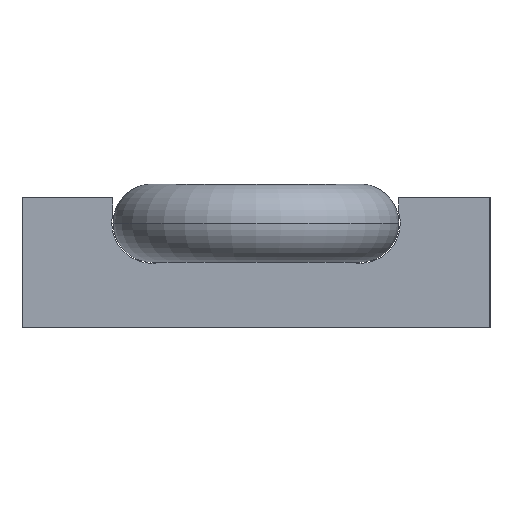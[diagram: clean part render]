
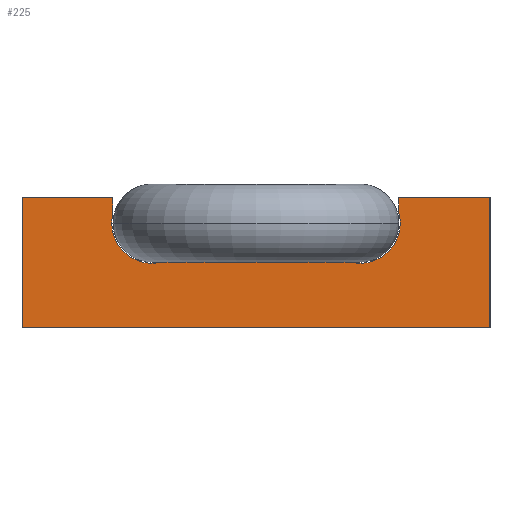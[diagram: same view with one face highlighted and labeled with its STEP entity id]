
A CAD part, left-side view. The second image highlights one B-rep face of the part: STEP entity #225.
In plain terms, the highlighted planar face has unit normal (-1, 0, 0).
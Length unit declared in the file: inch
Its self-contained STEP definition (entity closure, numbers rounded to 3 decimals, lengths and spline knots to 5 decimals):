
#24 = EDGE_CURVE ( 'NONE', #501, #639, #931, .T. ) ;
#36 = ORIENTED_EDGE ( 'NONE', *, *, #1057, .F. ) ;
#39 = EDGE_LOOP ( 'NONE', ( #980, #521, #1247, #708, #594, #36, #434, #716, #732, #826, #783, #272, #135, #460, #203, #1329 ) ) ;
#45 = AXIS2_PLACEMENT_3D ( 'NONE', #743, #1160, #1079 ) ;
#51 = CARTESIAN_POINT ( 'NONE',  ( -2.25, 1.125, 0.625 ) ) ;
#65 = DIRECTION ( 'NONE',  ( 0., -1., 0. ) ) ;
#72 = EDGE_CURVE ( 'NONE', #684, #1131, #137, .T. ) ;
#77 = CARTESIAN_POINT ( 'NONE',  ( -2.25, 0.6875, 0.55131 ) ) ;
#79 = LINE ( 'NONE', #77, #452 ) ;
#93 = AXIS2_PLACEMENT_3D ( 'NONE', #176, #487, #381 ) ;
#97 = VERTEX_POINT ( 'NONE', #827 ) ;
#107 = CARTESIAN_POINT ( 'NONE',  ( -2.25, 0.5, 0.5035 ) ) ;
#124 = LINE ( 'NONE', #414, #256 ) ;
#129 = VERTEX_POINT ( 'NONE', #1087 ) ;
#135 = ORIENTED_EDGE ( 'NONE', *, *, #1120, .T. ) ;
#137 = CIRCLE ( 'NONE', #93, 0.1935 ) ;
#165 = DIRECTION ( 'NONE',  ( 0., 1., 0. ) ) ;
#176 = CARTESIAN_POINT ( 'NONE',  ( -2.25, 0.5, 0.5035 ) ) ;
#181 = CARTESIAN_POINT ( 'NONE',  ( -2.25, -0.5, 0.5035 ) ) ;
#203 = ORIENTED_EDGE ( 'NONE', *, *, #24, .T. ) ;
#222 = DIRECTION ( 'NONE',  ( 0., 0., -1. ) ) ;
#225 = ADVANCED_FACE ( 'NONE', ( #373 ), #721, .F. ) ;
#256 = VECTOR ( 'NONE', #530, 39.37008 ) ;
#272 = ORIENTED_EDGE ( 'NONE', *, *, #1256, .T. ) ;
#294 = VERTEX_POINT ( 'NONE', #379 ) ;
#301 = CARTESIAN_POINT ( 'NONE',  ( -2.25, -0.6875, 0.55131 ) ) ;
#306 = CARTESIAN_POINT ( 'NONE',  ( -2.25, -0.5, 0.5035 ) ) ;
#325 = VECTOR ( 'NONE', #1003, 39.37008 ) ;
#332 = VECTOR ( 'NONE', #1056, 39.37008 ) ;
#360 = CIRCLE ( 'NONE', #1200, 0.1935 ) ;
#368 = AXIS2_PLACEMENT_3D ( 'NONE', #107, #881, #435 ) ;
#373 = FACE_OUTER_BOUND ( 'NONE', #39, .T. ) ;
#379 = CARTESIAN_POINT ( 'NONE',  ( -2.25, -0.3065, 0.5035 ) ) ;
#381 = DIRECTION ( 'NONE',  ( 0., 1., 0. ) ) ;
#388 = DIRECTION ( 'NONE',  ( 0., 0., 1. ) ) ;
#395 = DIRECTION ( 'NONE',  ( 1., 0., 0. ) ) ;
#400 = DIRECTION ( 'NONE',  ( 1., 0., 0. ) ) ;
#409 = VECTOR ( 'NONE', #222, 39.37008 ) ;
#414 = CARTESIAN_POINT ( 'NONE',  ( -2.25, 1.125, 0. ) ) ;
#427 = DIRECTION ( 'NONE',  ( 0., 0., -1. ) ) ;
#428 = CARTESIAN_POINT ( 'NONE',  ( -2.25, -0.3125, 0.55131 ) ) ;
#434 = ORIENTED_EDGE ( 'NONE', *, *, #614, .T. ) ;
#435 = DIRECTION ( 'NONE',  ( 0., 1., 0. ) ) ;
#452 = VECTOR ( 'NONE', #427, 39.37008 ) ;
#460 = ORIENTED_EDGE ( 'NONE', *, *, #1232, .T. ) ;
#464 = CARTESIAN_POINT ( 'NONE',  ( -2.25, -1.125, 0. ) ) ;
#468 = CARTESIAN_POINT ( 'NONE',  ( -2.25, 0.3125, 0.625 ) ) ;
#472 = DIRECTION ( 'NONE',  ( 0., -1., 0. ) ) ;
#474 = DIRECTION ( 'NONE',  ( 1., 0., 0. ) ) ;
#487 = DIRECTION ( 'NONE',  ( -1., 0., 0. ) ) ;
#493 = CARTESIAN_POINT ( 'NONE',  ( -2.25, 0.3125, 0.625 ) ) ;
#501 = VERTEX_POINT ( 'NONE', #428 ) ;
#521 = ORIENTED_EDGE ( 'NONE', *, *, #534, .F. ) ;
#524 = VECTOR ( 'NONE', #65, 39.37008 ) ;
#530 = DIRECTION ( 'NONE',  ( 0., -1., 0. ) ) ;
#532 = CARTESIAN_POINT ( 'NONE',  ( -2.25, 0.3065, 0.5035 ) ) ;
#534 = EDGE_CURVE ( 'NONE', #1321, #1219, #1339, .T. ) ;
#545 = EDGE_CURVE ( 'NONE', #1063, #819, #124, .T. ) ;
#564 = DIRECTION ( 'NONE',  ( -1., 0., 0. ) ) ;
#572 = CARTESIAN_POINT ( 'NONE',  ( -2.25, 1.125, 0.625 ) ) ;
#594 = ORIENTED_EDGE ( 'NONE', *, *, #1268, .F. ) ;
#601 = CARTESIAN_POINT ( 'NONE',  ( -2.25, -1.125, 0.625 ) ) ;
#613 = CARTESIAN_POINT ( 'NONE',  ( -2.25, 1.125, 0. ) ) ;
#614 = EDGE_CURVE ( 'NONE', #1397, #1063, #899, .T. ) ;
#637 = VERTEX_POINT ( 'NONE', #884 ) ;
#639 = VERTEX_POINT ( 'NONE', #998 ) ;
#643 = LINE ( 'NONE', #1099, #409 ) ;
#648 = EDGE_CURVE ( 'NONE', #1105, #819, #643, .T. ) ;
#669 = LINE ( 'NONE', #51, #524 ) ;
#678 = DIRECTION ( 'NONE',  ( 0., 1., 0. ) ) ;
#684 = VERTEX_POINT ( 'NONE', #897 ) ;
#698 = VECTOR ( 'NONE', #723, 39.37008 ) ;
#708 = ORIENTED_EDGE ( 'NONE', *, *, #72, .F. ) ;
#716 = ORIENTED_EDGE ( 'NONE', *, *, #545, .T. ) ;
#721 = PLANE ( 'NONE',  #782 ) ;
#723 = DIRECTION ( 'NONE',  ( 0., -1., 0. ) ) ;
#726 = CARTESIAN_POINT ( 'NONE',  ( -2.25, 1.125, 0.625 ) ) ;
#732 = ORIENTED_EDGE ( 'NONE', *, *, #648, .F. ) ;
#735 = CIRCLE ( 'NONE', #1033, 0.1935 ) ;
#739 = EDGE_CURVE ( 'NONE', #1131, #1321, #1166, .T. ) ;
#743 = CARTESIAN_POINT ( 'NONE',  ( -2.25, -0.5, 0.5035 ) ) ;
#767 = DIRECTION ( 'NONE',  ( 0., 0., -1. ) ) ;
#782 = AXIS2_PLACEMENT_3D ( 'NONE', #1136, #474, #165 ) ;
#783 = ORIENTED_EDGE ( 'NONE', *, *, #1283, .T. ) ;
#791 = LINE ( 'NONE', #301, #1010 ) ;
#817 = VERTEX_POINT ( 'NONE', #468 ) ;
#819 = VERTEX_POINT ( 'NONE', #464 ) ;
#826 = ORIENTED_EDGE ( 'NONE', *, *, #841, .F. ) ;
#827 = CARTESIAN_POINT ( 'NONE',  ( -2.25, -0.6935, 0.5035 ) ) ;
#841 = EDGE_CURVE ( 'NONE', #1170, #1105, #1208, .T. ) ;
#847 = CARTESIAN_POINT ( 'NONE',  ( -2.25, -0.6875, 0.625 ) ) ;
#881 = DIRECTION ( 'NONE',  ( -1., 0., 0. ) ) ;
#884 = CARTESIAN_POINT ( 'NONE',  ( -2.25, 0.6875, 0.625 ) ) ;
#897 = CARTESIAN_POINT ( 'NONE',  ( -2.25, 0.6875, 0.55131 ) ) ;
#899 = LINE ( 'NONE', #1110, #325 ) ;
#919 = LINE ( 'NONE', #1241, #698 ) ;
#931 = LINE ( 'NONE', #1023, #1037 ) ;
#945 = CARTESIAN_POINT ( 'NONE',  ( -2.25, 0.3125, 0.55131 ) ) ;
#974 = LINE ( 'NONE', #493, #332 ) ;
#980 = ORIENTED_EDGE ( 'NONE', *, *, #1100, .F. ) ;
#996 = VECTOR ( 'NONE', #472, 39.37008 ) ;
#997 = EDGE_CURVE ( 'NONE', #817, #639, #669, .T. ) ;
#998 = CARTESIAN_POINT ( 'NONE',  ( -2.25, -0.3125, 0.625 ) ) ;
#1003 = DIRECTION ( 'NONE',  ( 0., 0., -1. ) ) ;
#1010 = VECTOR ( 'NONE', #767, 39.37008 ) ;
#1023 = CARTESIAN_POINT ( 'NONE',  ( -2.25, -0.3125, 0.625 ) ) ;
#1033 = AXIS2_PLACEMENT_3D ( 'NONE', #306, #395, #1265 ) ;
#1037 = VECTOR ( 'NONE', #388, 39.37008 ) ;
#1046 = CARTESIAN_POINT ( 'NONE',  ( -2.25, 0.6935, 0.5035 ) ) ;
#1056 = DIRECTION ( 'NONE',  ( 0., 0., 1. ) ) ;
#1057 = EDGE_CURVE ( 'NONE', #1397, #637, #919, .T. ) ;
#1063 = VERTEX_POINT ( 'NONE', #613 ) ;
#1079 = DIRECTION ( 'NONE',  ( 0., -1., 0. ) ) ;
#1087 = CARTESIAN_POINT ( 'NONE',  ( -2.25, -0.6875, 0.55131 ) ) ;
#1099 = CARTESIAN_POINT ( 'NONE',  ( -2.25, -1.125, 0.625 ) ) ;
#1100 = EDGE_CURVE ( 'NONE', #1219, #817, #974, .T. ) ;
#1105 = VERTEX_POINT ( 'NONE', #601 ) ;
#1110 = CARTESIAN_POINT ( 'NONE',  ( -2.25, 1.125, 0.625 ) ) ;
#1120 = EDGE_CURVE ( 'NONE', #97, #294, #1318, .T. ) ;
#1130 = AXIS2_PLACEMENT_3D ( 'NONE', #1306, #564, #678 ) ;
#1131 = VERTEX_POINT ( 'NONE', #1046 ) ;
#1136 = CARTESIAN_POINT ( 'NONE',  ( -2.25, 1.125, 0.625 ) ) ;
#1160 = DIRECTION ( 'NONE',  ( 1., 0., 0. ) ) ;
#1166 = CIRCLE ( 'NONE', #1130, 0.1935 ) ;
#1170 = VERTEX_POINT ( 'NONE', #847 ) ;
#1171 = DIRECTION ( 'NONE',  ( 0., -1., 0. ) ) ;
#1200 = AXIS2_PLACEMENT_3D ( 'NONE', #181, #400, #1171 ) ;
#1208 = LINE ( 'NONE', #572, #996 ) ;
#1219 = VERTEX_POINT ( 'NONE', #945 ) ;
#1232 = EDGE_CURVE ( 'NONE', #294, #501, #735, .T. ) ;
#1241 = CARTESIAN_POINT ( 'NONE',  ( -2.25, 1.125, 0.625 ) ) ;
#1247 = ORIENTED_EDGE ( 'NONE', *, *, #739, .F. ) ;
#1256 = EDGE_CURVE ( 'NONE', #129, #97, #360, .T. ) ;
#1265 = DIRECTION ( 'NONE',  ( 0., -1., 0. ) ) ;
#1268 = EDGE_CURVE ( 'NONE', #637, #684, #79, .T. ) ;
#1283 = EDGE_CURVE ( 'NONE', #1170, #129, #791, .T. ) ;
#1306 = CARTESIAN_POINT ( 'NONE',  ( -2.25, 0.5, 0.5035 ) ) ;
#1318 = CIRCLE ( 'NONE', #45, 0.1935 ) ;
#1321 = VERTEX_POINT ( 'NONE', #532 ) ;
#1329 = ORIENTED_EDGE ( 'NONE', *, *, #997, .F. ) ;
#1339 = CIRCLE ( 'NONE', #368, 0.1935 ) ;
#1397 = VERTEX_POINT ( 'NONE', #726 ) ;
